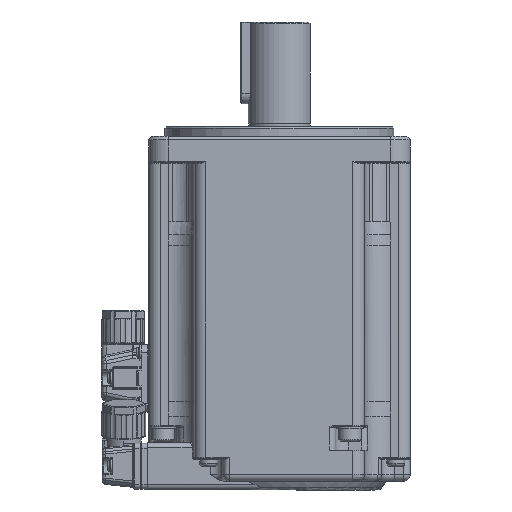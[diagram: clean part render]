
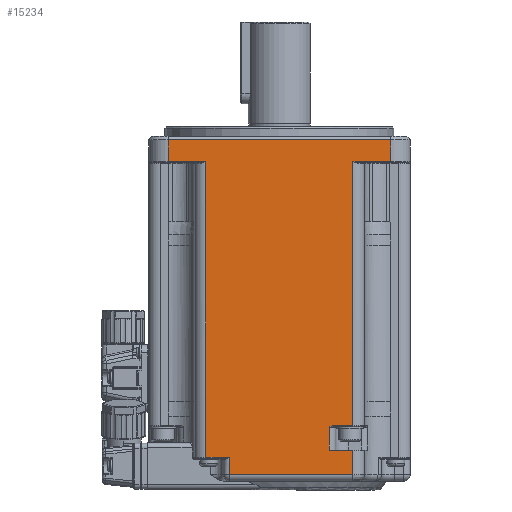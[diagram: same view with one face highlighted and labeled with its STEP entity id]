
A CAD part, left-side view. The second image highlights one B-rep face of the part: STEP entity #15234.
In plain terms, the highlighted planar face has unit normal (-1, 0, 0).
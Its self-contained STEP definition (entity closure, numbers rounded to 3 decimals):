
#3464=CARTESIAN_POINT('',(-40.,-22.5,-93.4));
#3465=VERTEX_POINT('',#3464);
#3490=CARTESIAN_POINT('',(-40.,15.2,-93.4));
#3491=VERTEX_POINT('',#3490);
#3501=CARTESIAN_POINT('',(-40.,-22.5,-93.4));
#3502=DIRECTION('',(0.,1.,0.));
#3503=VECTOR('',#3502,37.7);
#3504=LINE('',#3501,#3503);
#3505=EDGE_CURVE('',#3465,#3491,#3504,.T.);
#5759=CARTESIAN_POINT('',(-40.,-15.2,-85.9));
#5760=VERTEX_POINT('',#5759);
#5768=CARTESIAN_POINT('',(-40.,-22.5,-85.9));
#5769=VERTEX_POINT('',#5768);
#5770=CARTESIAN_POINT('',(-40.,-15.2,-85.9));
#5771=DIRECTION('',(0.,-1.,0.));
#5772=VECTOR('',#5771,7.3);
#5773=LINE('',#5770,#5772);
#5774=EDGE_CURVE('',#5760,#5769,#5773,.T.);
#5948=CARTESIAN_POINT('',(-40.,-22.5,-78.45));
#5949=VERTEX_POINT('',#5948);
#5982=CARTESIAN_POINT('',(-40.,22.5,-88.1));
#5983=VERTEX_POINT('',#5982);
#5992=CARTESIAN_POINT('',(-40.,15.2,-88.1));
#5993=VERTEX_POINT('',#5992);
#6008=CARTESIAN_POINT('',(-40.,15.2,-88.1));
#6009=DIRECTION('',(0.,1.,0.));
#6010=VECTOR('',#6009,7.3);
#6011=LINE('',#6008,#6010);
#6012=EDGE_CURVE('',#5993,#5983,#6011,.T.);
#6022=CARTESIAN_POINT('',(-40.,15.2,-93.4));
#6023=DIRECTION('',(0.,0.,1.));
#6024=VECTOR('',#6023,5.3);
#6025=LINE('',#6022,#6024);
#6026=EDGE_CURVE('',#3491,#5993,#6025,.T.);
#6074=CARTESIAN_POINT('',(-40.,-22.5,-85.9));
#6075=DIRECTION('',(0.,0.,-1.));
#6076=VECTOR('',#6075,7.5);
#6077=LINE('',#6074,#6076);
#6078=EDGE_CURVE('',#5769,#3465,#6077,.T.);
#6091=CARTESIAN_POINT('',(-40.,-15.2,-78.7));
#6092=VERTEX_POINT('',#6091);
#6093=CARTESIAN_POINT('',(-40.,-15.2,-78.7));
#6094=DIRECTION('',(0.,0.,-1.));
#6095=VECTOR('',#6094,7.2);
#6096=LINE('',#6093,#6095);
#6097=EDGE_CURVE('',#6092,#5760,#6096,.T.);
#6294=CARTESIAN_POINT('',(-40.,-16.615,-78.45));
#6295=VERTEX_POINT('',#6294);
#6305=CARTESIAN_POINT('',(-40.,-16.615,-78.45));
#6306=CARTESIAN_POINT('',(-40.,-16.572,-78.451));
#6307=CARTESIAN_POINT('',(-40.,-16.43,-78.463));
#6308=CARTESIAN_POINT('',(-40.,-16.2,-78.492));
#6309=CARTESIAN_POINT('',(-40.,-15.953,-78.528));
#6310=CARTESIAN_POINT('',(-40.,-15.718,-78.566));
#6311=CARTESIAN_POINT('',(-40.,-15.395,-78.631));
#6312=CARTESIAN_POINT('',(-40.,-15.247,-78.674));
#6313=CARTESIAN_POINT('',(-40.,-15.2,-78.7));
#6314=B_SPLINE_CURVE_WITH_KNOTS('',3,(#6305,#6306,#6307,#6308,#6309,#6310,#6311,#6312,#6313),.UNSPECIFIED.,.F.,.U.,(4,1,1,1,1,1,4),(0.,0.208,0.375,0.417,0.625,0.75,1.),.UNSPECIFIED.);
#6315=EDGE_CURVE('',#6295,#6092,#6314,.T.);
#6339=CARTESIAN_POINT('',(-40.,-22.5,-78.45));
#6340=DIRECTION('',(0.,1.,0.));
#6341=VECTOR('',#6340,5.885);
#6342=LINE('',#6339,#6341);
#6343=EDGE_CURVE('',#5949,#6295,#6342,.T.);
#15165=CARTESIAN_POINT('',(-40.,0.,-42.2));
#15166=DIRECTION('',(0.,0.,-1.));
#15167=DIRECTION('',(-1.,0.,0.));
#15168=AXIS2_PLACEMENT_3D('',#15165,#15167,#15166);
#15169=PLANE('',#15168);
#15170=ORIENTED_EDGE('',*,*,#6012,.F.);
#15171=ORIENTED_EDGE('',*,*,#6026,.F.);
#15172=ORIENTED_EDGE('',*,*,#3505,.F.);
#15173=ORIENTED_EDGE('',*,*,#6078,.F.);
#15174=ORIENTED_EDGE('',*,*,#5774,.F.);
#15175=ORIENTED_EDGE('',*,*,#6097,.F.);
#15176=ORIENTED_EDGE('',*,*,#6315,.F.);
#15177=ORIENTED_EDGE('',*,*,#6343,.F.);
#15178=CARTESIAN_POINT('',(-40.,-22.5,2.3));
#15179=VERTEX_POINT('',#15178);
#15180=CARTESIAN_POINT('',(-40.,-22.5,2.3));
#15181=DIRECTION('',(0.,0.,-1.));
#15182=VECTOR('',#15181,80.75);
#15183=LINE('',#15180,#15182);
#15184=EDGE_CURVE('',#15179,#5949,#15183,.T.);
#15185=ORIENTED_EDGE('',*,*,#15184,.F.);
#15186=CARTESIAN_POINT('',(-40.,-34.,2.3));
#15187=VERTEX_POINT('',#15186);
#15188=CARTESIAN_POINT('',(-40.,-22.5,2.3));
#15189=DIRECTION('',(0.,-1.,0.));
#15190=VECTOR('',#15189,11.5);
#15191=LINE('',#15188,#15190);
#15192=EDGE_CURVE('',#15179,#15187,#15191,.T.);
#15193=ORIENTED_EDGE('',*,*,#15192,.T.);
#15194=CARTESIAN_POINT('',(-40.,-34.,9.));
#15195=VERTEX_POINT('',#15194);
#15196=CARTESIAN_POINT('',(-40.,-34.,2.3));
#15197=DIRECTION('',(0.,0.,1.));
#15198=VECTOR('',#15197,6.7);
#15199=LINE('',#15196,#15198);
#15200=EDGE_CURVE('',#15187,#15195,#15199,.T.);
#15201=ORIENTED_EDGE('',*,*,#15200,.T.);
#15202=CARTESIAN_POINT('',(-40.,34.,9.));
#15203=VERTEX_POINT('',#15202);
#15204=CARTESIAN_POINT('',(-40.,-34.,9.));
#15205=DIRECTION('',(0.,1.,0.));
#15206=VECTOR('',#15205,68.);
#15207=LINE('',#15204,#15206);
#15208=EDGE_CURVE('',#15195,#15203,#15207,.T.);
#15209=ORIENTED_EDGE('',*,*,#15208,.T.);
#15210=CARTESIAN_POINT('',(-40.,34.,2.3));
#15211=VERTEX_POINT('',#15210);
#15212=CARTESIAN_POINT('',(-40.,34.,9.));
#15213=DIRECTION('',(0.,0.,-1.));
#15214=VECTOR('',#15213,6.7);
#15215=LINE('',#15212,#15214);
#15216=EDGE_CURVE('',#15203,#15211,#15215,.T.);
#15217=ORIENTED_EDGE('',*,*,#15216,.T.);
#15218=CARTESIAN_POINT('',(-40.,22.5,2.3));
#15219=VERTEX_POINT('',#15218);
#15220=CARTESIAN_POINT('',(-40.,34.,2.3));
#15221=DIRECTION('',(0.,-1.,0.));
#15222=VECTOR('',#15221,11.5);
#15223=LINE('',#15220,#15222);
#15224=EDGE_CURVE('',#15211,#15219,#15223,.T.);
#15225=ORIENTED_EDGE('',*,*,#15224,.T.);
#15226=CARTESIAN_POINT('',(-40.,22.5,-88.1));
#15227=DIRECTION('',(0.,0.,1.));
#15228=VECTOR('',#15227,90.4);
#15229=LINE('',#15226,#15228);
#15230=EDGE_CURVE('',#5983,#15219,#15229,.T.);
#15231=ORIENTED_EDGE('',*,*,#15230,.F.);
#15232=EDGE_LOOP('',(#15170,#15171,#15172,#15173,#15174,#15175,#15176,#15177,#15185,#15193,#15201,#15209,#15217,#15225,#15231));
#15233=FACE_OUTER_BOUND('',#15232,.T.);
#15234=ADVANCED_FACE('',(#15233),#15169,.T.);
